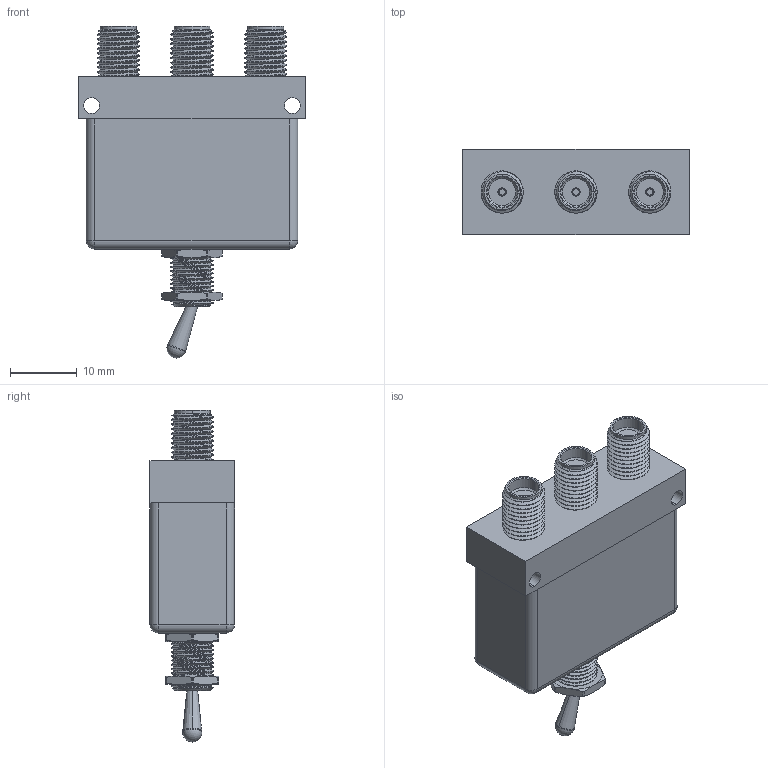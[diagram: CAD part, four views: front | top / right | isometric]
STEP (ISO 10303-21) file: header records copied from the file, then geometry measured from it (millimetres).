
FILE_DESCRIPTION (( 'STEP AP214' ), '1' );
FILE_NAME ('FMSM1001_3D.step', '2025-07-23T16:48:23', ( '' ), ( '' ), 'SwSTEP 2.0', 'SolidWorks 2022', '' );
FILE_SCHEMA (( 'AUTOMOTIVE_DESIGN' ));
Length unit declared in the file: inch
Products named in the file (1): FMSM1001_3D
Bounding box: 34.04 x 12.78 x 49.89 mm (x, y, z)
Volume: 11337.9 mm3; surface area: 4579.2 mm2
Topology: 2 solids, 2 shells, 284 faces, 736 edges, 467 vertices
Faces by surface type: cylinder 141, cone 71, plane 48, bspline 18, sphere 6
Entity records: 19333 total; most frequent: CARTESIAN_POINT 13073, ORIENTED_EDGE 1456, DIRECTION 1129, EDGE_CURVE 728, VERTEX_POINT 465, AXIS2_PLACEMENT_3D 451, EDGE_LOOP 307, ADVANCED_FACE 284
